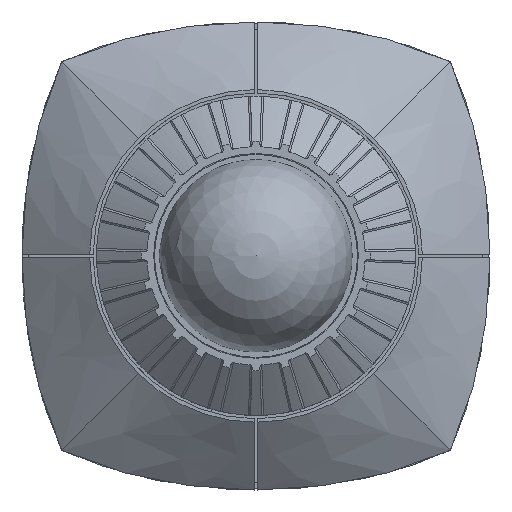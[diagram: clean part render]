
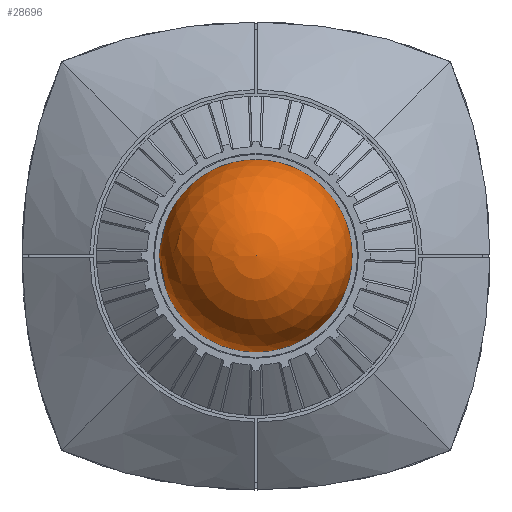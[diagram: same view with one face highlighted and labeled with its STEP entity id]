
A CAD part, top view. The second image highlights one B-rep face of the part: STEP entity #28696.
In plain terms, the highlighted spherical face has radius 28.6 mm.
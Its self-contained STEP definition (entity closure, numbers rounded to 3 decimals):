
#401=SPHERICAL_SURFACE('',#30884,28.6);
#2120=FACE_OUTER_BOUND('',#3811,.T.);
#3811=EDGE_LOOP('',(#22535,#22536));
#5175=CIRCLE('',#30885,28.6);
#12795=VERTEX_POINT('',#44479);
#12796=VERTEX_POINT('',#44480);
#16239=EDGE_CURVE('',#12795,#12796,#5175,.T.);
#22535=ORIENTED_EDGE('',*,*,#16239,.T.);
#22536=ORIENTED_EDGE('',*,*,#16239,.F.);
#28696=ADVANCED_FACE('',(#2120),#401,.T.);
#30884=AXIS2_PLACEMENT_3D('',#44478,#36509,#36510);
#30885=AXIS2_PLACEMENT_3D('',#44481,#36511,#36512);
#36509=DIRECTION('center_axis',(0.,0.,1.));
#36510=DIRECTION('ref_axis',(1.,0.,0.));
#36511=DIRECTION('center_axis',(0.,-1.,0.));
#36512=DIRECTION('ref_axis',(-1.,0.,0.));
#44478=CARTESIAN_POINT('Origin',(0.,0.,36.));
#44479=CARTESIAN_POINT('',(0.,0.,
64.6));
#44480=CARTESIAN_POINT('',(0.,0.,
7.4));
#44481=CARTESIAN_POINT('Origin',(0.,0.,36.));
